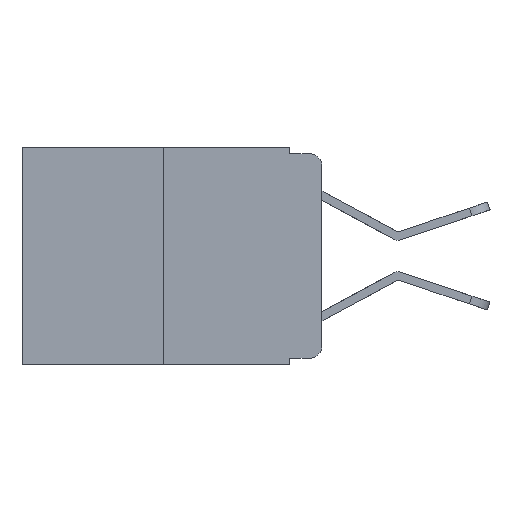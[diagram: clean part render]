
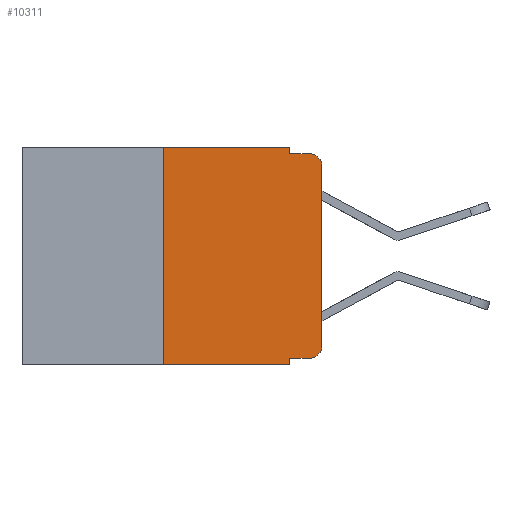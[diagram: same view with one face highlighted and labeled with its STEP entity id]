
A CAD part, left-side view. The second image highlights one B-rep face of the part: STEP entity #10311.
In plain terms, the highlighted planar face has unit normal (-1, 0, 0).
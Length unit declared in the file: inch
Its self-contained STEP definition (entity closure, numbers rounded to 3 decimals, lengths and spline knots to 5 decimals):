
#14 = EDGE_CURVE ( 'NONE', #2841, #8169, #8221, .T. ) ;
#57 = CARTESIAN_POINT ( 'NONE',  ( 0., 0.02, -0.313 ) ) ;
#288 = CIRCLE ( 'NONE', #1743, 0.02 ) ;
#455 = CARTESIAN_POINT ( 'NONE',  ( 0., 0., -0.03 ) ) ;
#456 = VERTEX_POINT ( 'NONE', #4661 ) ;
#697 = VECTOR ( 'NONE', #1697, 39.37008 ) ;
#848 = ORIENTED_EDGE ( 'NONE', *, *, #3047, .T. ) ;
#1191 = VERTEX_POINT ( 'NONE', #9958 ) ;
#1341 = VECTOR ( 'NONE', #2436, 39.37008 ) ;
#1406 = VECTOR ( 'NONE', #6226, 39.37008 ) ;
#1486 = AXIS2_PLACEMENT_3D ( 'NONE', #4807, #8173, #5764 ) ;
#1697 = DIRECTION ( 'NONE',  ( 0., 0., 1. ) ) ;
#1743 = AXIS2_PLACEMENT_3D ( 'NONE', #57, #5385, #7923 ) ;
#2345 = ORIENTED_EDGE ( 'NONE', *, *, #4427, .T. ) ;
#2383 = VERTEX_POINT ( 'NONE', #6379 ) ;
#2436 = DIRECTION ( 'NONE',  ( 0., 0., 1. ) ) ;
#2637 = CARTESIAN_POINT ( 'NONE',  ( 0., 0.02, -0.03 ) ) ;
#2733 = ORIENTED_EDGE ( 'NONE', *, *, #4296, .F. ) ;
#2841 = VERTEX_POINT ( 'NONE', #455 ) ;
#3047 = EDGE_CURVE ( 'NONE', #5571, #2841, #3271, .T. ) ;
#3172 = ORIENTED_EDGE ( 'NONE', *, *, #7689, .F. ) ;
#3222 = DIRECTION ( 'NONE',  ( 0., 0., -1. ) ) ;
#3271 = LINE ( 'NONE', #5007, #1341 ) ;
#3301 = DIRECTION ( 'NONE',  ( 0., -1., 0. ) ) ;
#3349 = VECTOR ( 'NONE', #3222, 39.37008 ) ;
#3662 = LINE ( 'NONE', #3715, #9130 ) ;
#3715 = CARTESIAN_POINT ( 'NONE',  ( 0., 0.051, 0. ) ) ;
#3886 = EDGE_CURVE ( 'NONE', #8532, #10572, #4920, .T. ) ;
#4259 = CARTESIAN_POINT ( 'NONE',  ( 0., 0.25, 0. ) ) ;
#4296 = EDGE_CURVE ( 'NONE', #10572, #1191, #9348, .T. ) ;
#4427 = EDGE_CURVE ( 'NONE', #10558, #5571, #288, .T. ) ;
#4449 = DIRECTION ( 'NONE',  ( 0., -1., 0. ) ) ;
#4594 = EDGE_CURVE ( 'NONE', #456, #7290, #5272, .T. ) ;
#4661 = CARTESIAN_POINT ( 'NONE',  ( 0., 0.25, -0.343 ) ) ;
#4807 = CARTESIAN_POINT ( 'NONE',  ( 0., 0.473, 0. ) ) ;
#4920 = LINE ( 'NONE', #6731, #11037 ) ;
#5007 = CARTESIAN_POINT ( 'NONE',  ( 0., 0., 0. ) ) ;
#5049 = CARTESIAN_POINT ( 'NONE',  ( 0., 0.25, 0. ) ) ;
#5272 = LINE ( 'NONE', #8718, #6045 ) ;
#5343 = ORIENTED_EDGE ( 'NONE', *, *, #4594, .T. ) ;
#5345 = CARTESIAN_POINT ( 'NONE',  ( 0., 0.02, -0.333 ) ) ;
#5385 = DIRECTION ( 'NONE',  ( -1., 0., 0. ) ) ;
#5410 = ORIENTED_EDGE ( 'NONE', *, *, #3886, .F. ) ;
#5571 = VERTEX_POINT ( 'NONE', #6094 ) ;
#5764 = DIRECTION ( 'NONE',  ( 0., 0., -1. ) ) ;
#5911 = LINE ( 'NONE', #5049, #697 ) ;
#6045 = VECTOR ( 'NONE', #4449, 39.37008 ) ;
#6062 = DIRECTION ( 'NONE',  ( -1., 0., 0. ) ) ;
#6094 = CARTESIAN_POINT ( 'NONE',  ( 0., 0., -0.313 ) ) ;
#6125 = EDGE_CURVE ( 'NONE', #2383, #7290, #3662, .T. ) ;
#6196 = CARTESIAN_POINT ( 'NONE',  ( 0., 0.051, 0. ) ) ;
#6226 = DIRECTION ( 'NONE',  ( 0., -1., 0. ) ) ;
#6379 = CARTESIAN_POINT ( 'NONE',  ( 0., 0.051, -0.333 ) ) ;
#6492 = CARTESIAN_POINT ( 'NONE',  ( 0., 0.051, -0.01 ) ) ;
#6721 = LINE ( 'NONE', #6492, #9726 ) ;
#6731 = CARTESIAN_POINT ( 'NONE',  ( 0., 0.473, 0. ) ) ;
#6820 = CARTESIAN_POINT ( 'NONE',  ( 0., 0.051, -0.343 ) ) ;
#7145 = DIRECTION ( 'NONE',  ( 0., 0., -1. ) ) ;
#7290 = VERTEX_POINT ( 'NONE', #6820 ) ;
#7312 = ORIENTED_EDGE ( 'NONE', *, *, #7894, .T. ) ;
#7333 = AXIS2_PLACEMENT_3D ( 'NONE', #2637, #6062, #9484 ) ;
#7423 = ORIENTED_EDGE ( 'NONE', *, *, #6125, .F. ) ;
#7448 = PLANE ( 'NONE',  #1486 ) ;
#7584 = ORIENTED_EDGE ( 'NONE', *, *, #14, .T. ) ;
#7689 = EDGE_CURVE ( 'NONE', #456, #8532, #5911, .T. ) ;
#7894 = EDGE_CURVE ( 'NONE', #2383, #10558, #7970, .T. ) ;
#7923 = DIRECTION ( 'NONE',  ( 0., 0., -1. ) ) ;
#7970 = LINE ( 'NONE', #10594, #1406 ) ;
#8169 = VERTEX_POINT ( 'NONE', #11044 ) ;
#8173 = DIRECTION ( 'NONE',  ( 1., 0., 0. ) ) ;
#8221 = CIRCLE ( 'NONE', #7333, 0.02 ) ;
#8296 = FACE_OUTER_BOUND ( 'NONE', #8885, .T. ) ;
#8532 = VERTEX_POINT ( 'NONE', #4259 ) ;
#8718 = CARTESIAN_POINT ( 'NONE',  ( 0., 0.473, -0.343 ) ) ;
#8885 = EDGE_LOOP ( 'NONE', ( #848, #7584, #10880, #2733, #5410, #3172, #5343, #7423, #7312, #2345 ) ) ;
#9130 = VECTOR ( 'NONE', #7145, 39.37008 ) ;
#9348 = LINE ( 'NONE', #10282, #3349 ) ;
#9484 = DIRECTION ( 'NONE',  ( 0., 0., -1. ) ) ;
#9726 = VECTOR ( 'NONE', #10137, 39.37008 ) ;
#9958 = CARTESIAN_POINT ( 'NONE',  ( 0., 0.051, -0.01 ) ) ;
#10137 = DIRECTION ( 'NONE',  ( 0., -1., 0. ) ) ;
#10282 = CARTESIAN_POINT ( 'NONE',  ( 0., 0.051, 0. ) ) ;
#10311 = ADVANCED_FACE ( 'NONE', ( #8296 ), #7448, .F. ) ;
#10326 = EDGE_CURVE ( 'NONE', #1191, #8169, #6721, .T. ) ;
#10558 = VERTEX_POINT ( 'NONE', #5345 ) ;
#10572 = VERTEX_POINT ( 'NONE', #6196 ) ;
#10594 = CARTESIAN_POINT ( 'NONE',  ( 0., 0.051, -0.333 ) ) ;
#10880 = ORIENTED_EDGE ( 'NONE', *, *, #10326, .F. ) ;
#11037 = VECTOR ( 'NONE', #3301, 39.37008 ) ;
#11044 = CARTESIAN_POINT ( 'NONE',  ( 0., 0.02, -0.01 ) ) ;
